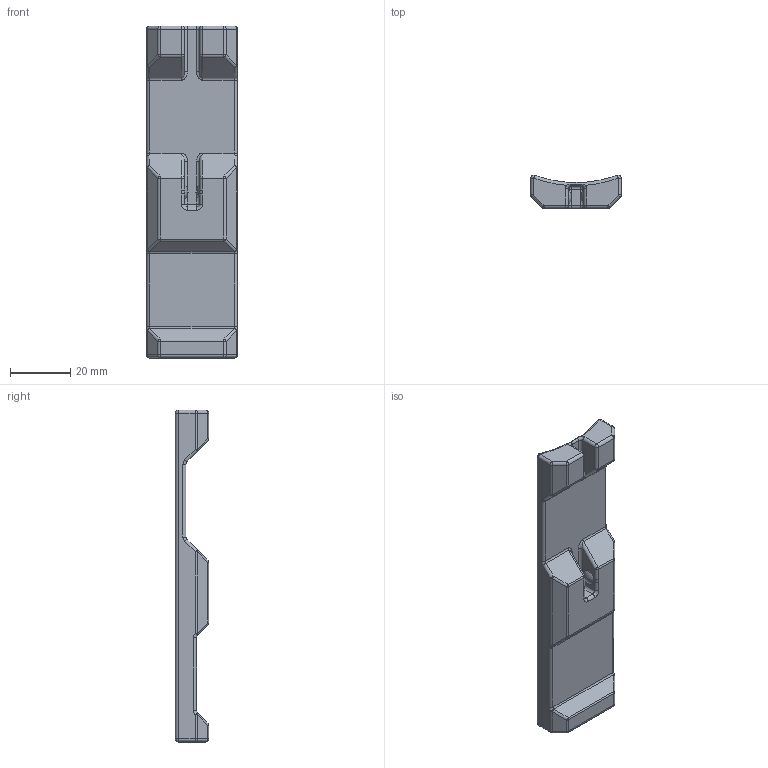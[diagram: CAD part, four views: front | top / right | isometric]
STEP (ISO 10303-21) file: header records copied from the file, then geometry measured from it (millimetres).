
FILE_DESCRIPTION( ('This file contains a STEP AP42 implementation' ,'as created by ZW3D STEP Interface translator.' ,'') ,'2;1' );
FILE_NAME( '揤啣.stp' ,'241226.23 618', (''), ('ZWCAD Software Co.'), 'Version 1.0', 'ZW3D to STEP translator', '' );
FILE_SCHEMA(('AUTOMOTIVE_DESIGN { 1 0 10303 214 1 1 1 1 }'));
Length unit declared in the file: millimetre
Products named in the file (1): 0
Bounding box: 30 x 11 x 110 mm (x, y, z)
Volume: 17987.9 mm3; surface area: 10030.9 mm2
Topology: 1 solids, 1 shells, 926 faces, 2309 edges, 1483 vertices
Faces by surface type: bspline 440, plane 240, cylinder 183, sphere 42, torus 21
Entity records: 31853 total; most frequent: CARTESIAN_POINT 12241, ORIENTED_EDGE 4610, DIRECTION 2383, EDGE_CURVE 2305, VERTEX_POINT 1483, B_SPLINE_CURVE_WITH_KNOTS 1094, EDGE_LOOP 1028, VECTOR 997
